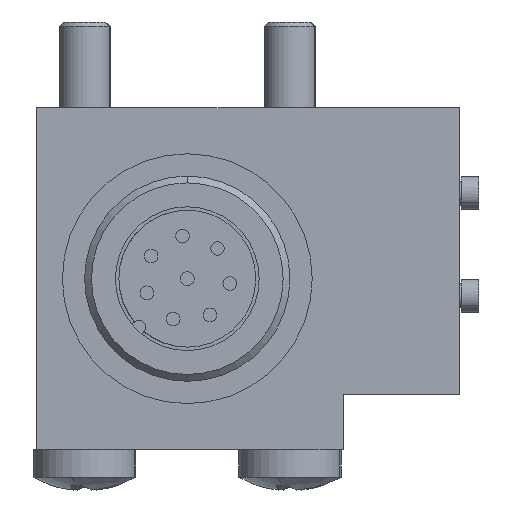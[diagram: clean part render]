
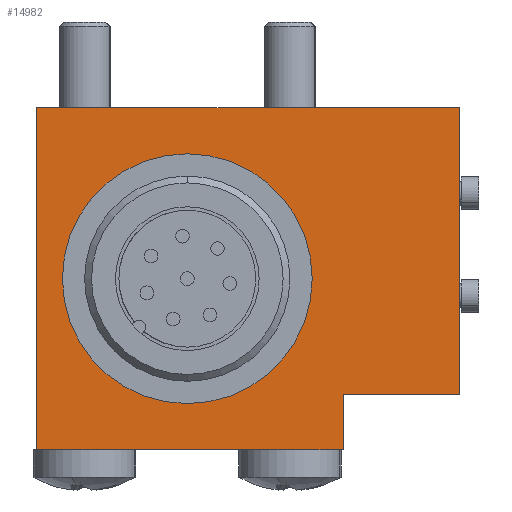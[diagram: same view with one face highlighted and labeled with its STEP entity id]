
A CAD part, left-side view. The second image highlights one B-rep face of the part: STEP entity #14982.
In plain terms, the highlighted planar face has unit normal (-1, 0, 0).
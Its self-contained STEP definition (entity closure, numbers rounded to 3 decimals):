
#212 = DIRECTION ( 'NONE',  ( 1., 0., 0. ) ) ;
#530 = DIRECTION ( 'NONE',  ( 0., 0., -1. ) ) ;
#565 = CARTESIAN_POINT ( 'NONE',  ( -11.25, 12.3, 20. ) ) ;
#719 = AXIS2_PLACEMENT_3D ( 'NONE', #14117, #8931, #530 ) ;
#1033 = VECTOR ( 'NONE', #4467, 1000. ) ;
#1171 = ORIENTED_EDGE ( 'NONE', *, *, #5205, .T. ) ;
#1567 = EDGE_CURVE ( 'NONE', #8613, #13080, #7027, .T. ) ;
#1886 = EDGE_CURVE ( 'NONE', #16403, #5180, #11438, .T. ) ;
#1913 = EDGE_CURVE ( 'NONE', #13214, #10343, #12061, .T. ) ;
#2133 = AXIS2_PLACEMENT_3D ( 'NONE', #10897, #212, #5392 ) ;
#2405 = CARTESIAN_POINT ( 'NONE',  ( -11.25, -12.4, 3.25 ) ) ;
#2611 = LINE ( 'NONE', #13398, #12072 ) ;
#2702 = AXIS2_PLACEMENT_3D ( 'NONE', #15396, #10917, #16760 ) ;
#3053 = VECTOR ( 'NONE', #10361, 1000. ) ;
#3191 = EDGE_CURVE ( 'NONE', #16787, #16403, #2611, .T. ) ;
#3380 = DIRECTION ( 'NONE',  ( 0., 0., -1. ) ) ;
#3647 = EDGE_CURVE ( 'NONE', #13332, #10343, #11696, .T. ) ;
#3752 = ORIENTED_EDGE ( 'NONE', *, *, #1913, .T. ) ;
#3862 = FACE_BOUND ( 'NONE', #9450, .T. ) ;
#4292 = CARTESIAN_POINT ( 'NONE',  ( -11.25, -5.6, 3.25 ) ) ;
#4436 = CARTESIAN_POINT ( 'NONE',  ( -11.25, -12.4, 20. ) ) ;
#4467 = DIRECTION ( 'NONE',  ( 0., 1., 0. ) ) ;
#4840 = DIRECTION ( 'NONE',  ( 0., -1., 0. ) ) ;
#5180 = VERTEX_POINT ( 'NONE', #15269 ) ;
#5205 = EDGE_CURVE ( 'NONE', #13332, #5180, #6266, .T. ) ;
#5392 = DIRECTION ( 'NONE',  ( 0., 0., -1. ) ) ;
#6266 = LINE ( 'NONE', #565, #9957 ) ;
#7027 = CIRCLE ( 'NONE', #2702, 7. ) ;
#7115 = CARTESIAN_POINT ( 'NONE',  ( -11.25, -5.6, 3.25 ) ) ;
#7536 = CARTESIAN_POINT ( 'NONE',  ( -11.25, -5.6, 20. ) ) ;
#7832 = PLANE ( 'NONE',  #2133 ) ;
#7924 = FACE_OUTER_BOUND ( 'NONE', #8343, .T. ) ;
#8343 = EDGE_LOOP ( 'NONE', ( #3752, #14450, #1171, #10219, #15781, #17651 ) ) ;
#8613 = VERTEX_POINT ( 'NONE', #13433 ) ;
#8931 = DIRECTION ( 'NONE',  ( -1., 0., 0. ) ) ;
#9031 = EDGE_CURVE ( 'NONE', #13080, #8613, #11960, .T. ) ;
#9450 = EDGE_LOOP ( 'NONE', ( #10508, #11162 ) ) ;
#9537 = EDGE_CURVE ( 'NONE', #16787, #13214, #9544, .T. ) ;
#9544 = LINE ( 'NONE', #4292, #10261 ) ;
#9957 = VECTOR ( 'NONE', #3380, 1000. ) ;
#10219 = ORIENTED_EDGE ( 'NONE', *, *, #1886, .F. ) ;
#10261 = VECTOR ( 'NONE', #13552, 1000. ) ;
#10343 = VERTEX_POINT ( 'NONE', #4436 ) ;
#10360 = CARTESIAN_POINT ( 'NONE',  ( -11.25, 12.3, 20. ) ) ;
#10361 = DIRECTION ( 'NONE',  ( 0., 0., 1. ) ) ;
#10508 = ORIENTED_EDGE ( 'NONE', *, *, #9031, .F. ) ;
#10746 = DIRECTION ( 'NONE',  ( 0., 0., -1. ) ) ;
#10897 = CARTESIAN_POINT ( 'NONE',  ( -11.25, -5.6, 20. ) ) ;
#10917 = DIRECTION ( 'NONE',  ( -1., 0., 0. ) ) ;
#11162 = ORIENTED_EDGE ( 'NONE', *, *, #1567, .F. ) ;
#11438 = LINE ( 'NONE', #17007, #1033 ) ;
#11689 = CARTESIAN_POINT ( 'NONE',  ( -11.25, -5.6, 0. ) ) ;
#11696 = LINE ( 'NONE', #7536, #13082 ) ;
#11960 = CIRCLE ( 'NONE', #719, 7. ) ;
#12061 = LINE ( 'NONE', #17552, #3053 ) ;
#12072 = VECTOR ( 'NONE', #10746, 1000. ) ;
#13080 = VERTEX_POINT ( 'NONE', #15478 ) ;
#13082 = VECTOR ( 'NONE', #4840, 1000. ) ;
#13214 = VERTEX_POINT ( 'NONE', #2405 ) ;
#13332 = VERTEX_POINT ( 'NONE', #10360 ) ;
#13398 = CARTESIAN_POINT ( 'NONE',  ( -11.25, -5.6, 0. ) ) ;
#13433 = CARTESIAN_POINT ( 'NONE',  ( -11.25, 10.5, 10. ) ) ;
#13552 = DIRECTION ( 'NONE',  ( 0., -1., 0. ) ) ;
#14117 = CARTESIAN_POINT ( 'NONE',  ( -11.25, 3.5, 10. ) ) ;
#14450 = ORIENTED_EDGE ( 'NONE', *, *, #3647, .F. ) ;
#14982 = ADVANCED_FACE ( 'NONE', ( #7924, #3862 ), #7832, .F. ) ;
#15269 = CARTESIAN_POINT ( 'NONE',  ( -11.25, 12.3, 0. ) ) ;
#15396 = CARTESIAN_POINT ( 'NONE',  ( -11.25, 3.5, 10. ) ) ;
#15478 = CARTESIAN_POINT ( 'NONE',  ( -11.25, -3.5, 10. ) ) ;
#15781 = ORIENTED_EDGE ( 'NONE', *, *, #3191, .F. ) ;
#16403 = VERTEX_POINT ( 'NONE', #11689 ) ;
#16760 = DIRECTION ( 'NONE',  ( 0., 0., -1. ) ) ;
#16787 = VERTEX_POINT ( 'NONE', #7115 ) ;
#17007 = CARTESIAN_POINT ( 'NONE',  ( -11.25, 12.4, 0. ) ) ;
#17552 = CARTESIAN_POINT ( 'NONE',  ( -11.25, -12.4, 20. ) ) ;
#17651 = ORIENTED_EDGE ( 'NONE', *, *, #9537, .T. ) ;
